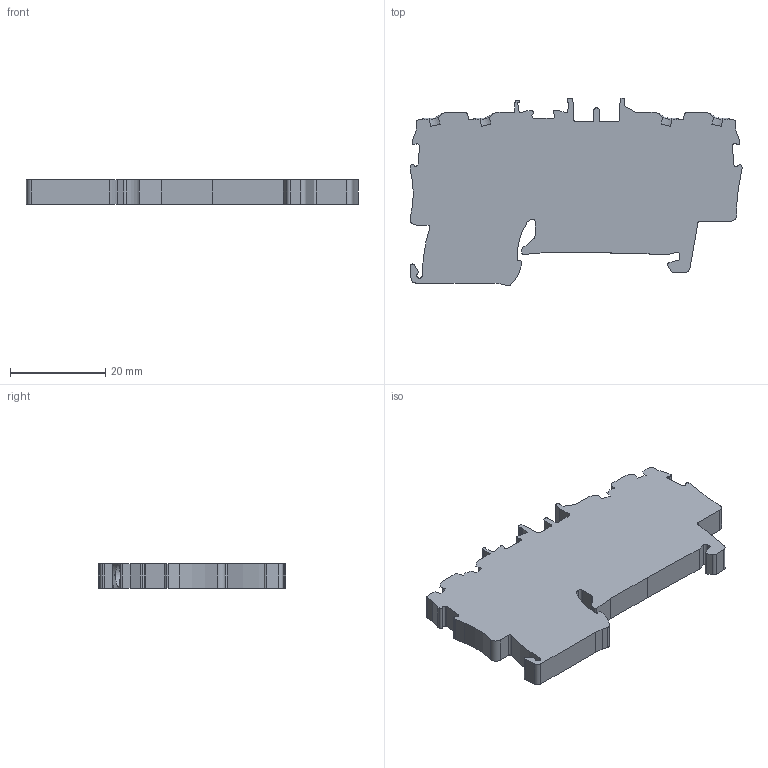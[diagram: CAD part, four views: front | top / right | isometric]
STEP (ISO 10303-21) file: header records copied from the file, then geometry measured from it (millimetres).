
FILE_DESCRIPTION(/* description */ ('STEP AP214'),/* implementation_level */ '2;1');
FILE_NAME(/* name */ '2002-1401_HI',/* time_stamp */ '2022-08-31T22:43:05+02:00',/* author */ ('License CC BY-ND 4.0'),/* organization */ ('CADENAS'),/* preprocessor_version */ 'ST-DEVELOPER v18.102',/* originating_system */ 'PARTsolutions',/* authorisation */ ' ');
FILE_SCHEMA (('AUTOMOTIVE_DESIGN {1 0 10303 214 3 1 1}'));
Length unit declared in the file: millimetre
Products named in the file (1): 2002-1401_HI
Bounding box: 69.85 x 39.5 x 5.2 mm (x, y, z)
Volume: 10020 mm3; surface area: 6004 mm2
Topology: 1 solids, 1 shells, 228 faces, 656 edges, 434 vertices
Faces by surface type: plane 154, cylinder 70, cone 4
Entity records: 7506 total; most frequent: CARTESIAN_POINT 1367, ORIENTED_EDGE 1312, DIRECTION 1256, EDGE_CURVE 656, LINE 486, VECTOR 486, VERTEX_POINT 434, AXIS2_PLACEMENT_3D 385
